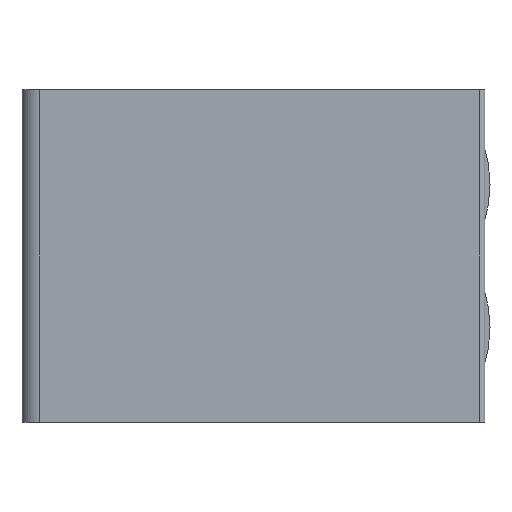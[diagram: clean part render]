
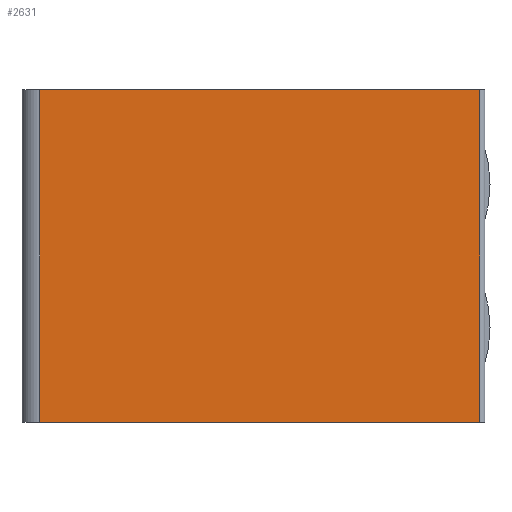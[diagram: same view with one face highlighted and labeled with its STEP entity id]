
A CAD part, front view. The second image highlights one B-rep face of the part: STEP entity #2631.
In plain terms, the highlighted planar face has unit normal (0, -1, 0).
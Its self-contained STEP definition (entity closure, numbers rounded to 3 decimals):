
#2573=CARTESIAN_POINT('',(0.7,0.,0.));
#2574=VERTEX_POINT('',#2573);
#2582=CARTESIAN_POINT('',(0.7,0.,13.));
#2583=VERTEX_POINT('',#2582);
#2584=CARTESIAN_POINT('',(0.7,0.,13.));
#2585=DIRECTION('',(0.,0.,-1.));
#2586=VECTOR('',#2585,13.);
#2587=LINE('',#2584,#2586);
#2588=EDGE_CURVE('',#2583,#2574,#2587,.T.);
#2601=CARTESIAN_POINT('',(0.7,0.,13.));
#2602=DIRECTION('',(0.,1.,0.));
#2603=DIRECTION('',(0.,0.,1.));
#2604=AXIS2_PLACEMENT_3D('',#2601,#2602,#2603);
#2605=PLANE('',#2604);
#2606=CARTESIAN_POINT('',(17.9,0.,0.));
#2607=VERTEX_POINT('',#2606);
#2608=CARTESIAN_POINT('',(0.7,0.,0.));
#2609=DIRECTION('',(1.,0.,-0.));
#2610=VECTOR('',#2609,17.2);
#2611=LINE('',#2608,#2610);
#2612=EDGE_CURVE('',#2574,#2607,#2611,.T.);
#2613=ORIENTED_EDGE('',*,*,#2612,.T.);
#2614=CARTESIAN_POINT('',(17.9,0.,13.));
#2615=VERTEX_POINT('',#2614);
#2616=CARTESIAN_POINT('',(17.9,0.,13.));
#2617=DIRECTION('',(0.,0.,-1.));
#2618=VECTOR('',#2617,13.);
#2619=LINE('',#2616,#2618);
#2620=EDGE_CURVE('',#2615,#2607,#2619,.T.);
#2621=ORIENTED_EDGE('',*,*,#2620,.F.);
#2622=CARTESIAN_POINT('',(0.7,0.,13.));
#2623=DIRECTION('',(1.,0.,-0.));
#2624=VECTOR('',#2623,17.2);
#2625=LINE('',#2622,#2624);
#2626=EDGE_CURVE('',#2583,#2615,#2625,.T.);
#2627=ORIENTED_EDGE('',*,*,#2626,.F.);
#2628=ORIENTED_EDGE('',*,*,#2588,.T.);
#2629=EDGE_LOOP('',(#2613,#2621,#2627,#2628));
#2630=FACE_BOUND('',#2629,.T.);
#2631=ADVANCED_FACE('',(#2630),#2605,.F.);
